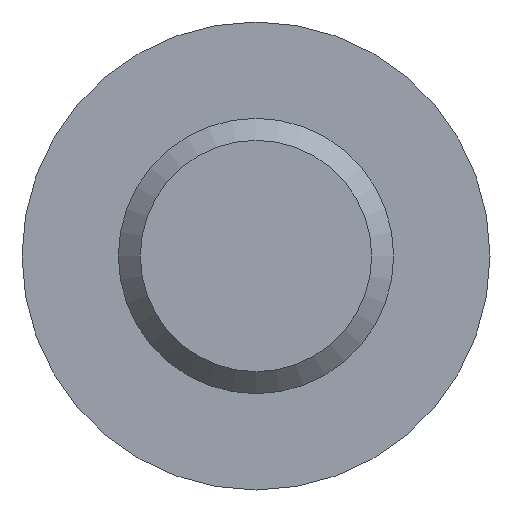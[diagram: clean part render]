
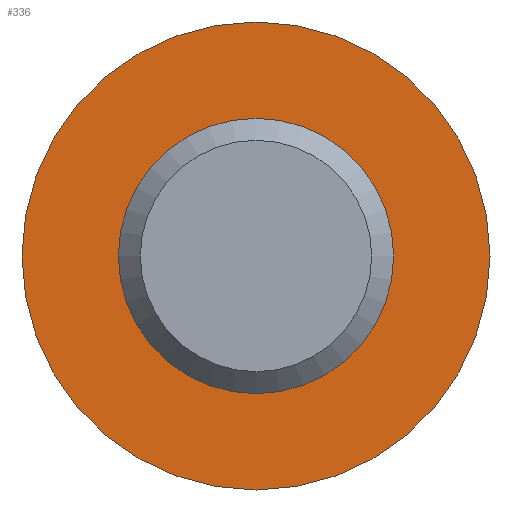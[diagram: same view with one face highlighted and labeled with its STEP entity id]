
A CAD part, front view. The second image highlights one B-rep face of the part: STEP entity #336.
In plain terms, the highlighted planar face has unit normal (0, -1, 0).
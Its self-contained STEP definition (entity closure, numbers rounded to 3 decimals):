
#14 = CARTESIAN_POINT ( 'NONE',  ( 0., 14., -2.5 ) ) ;
#31 = CARTESIAN_POINT ( 'NONE',  ( 0., 14., 0. ) ) ;
#44 = CIRCLE ( 'NONE', #287, 4.25 ) ;
#56 = VERTEX_POINT ( 'NONE', #224 ) ;
#61 = DIRECTION ( 'NONE',  ( 0., 1., 0. ) ) ;
#77 = DIRECTION ( 'NONE',  ( 0., -1., 0. ) ) ;
#115 = AXIS2_PLACEMENT_3D ( 'NONE', #302, #61, #144 ) ;
#120 = EDGE_LOOP ( 'NONE', ( #360 ) ) ;
#130 = DIRECTION ( 'NONE',  ( 0., 0., -1. ) ) ;
#144 = DIRECTION ( 'NONE',  ( 0., 0., 1. ) ) ;
#145 = EDGE_LOOP ( 'NONE', ( #451 ) ) ;
#190 = EDGE_CURVE ( 'NONE', #56, #56, #44, .T. ) ;
#224 = CARTESIAN_POINT ( 'NONE',  ( 0., 14., -4.25 ) ) ;
#229 = VERTEX_POINT ( 'NONE', #14 ) ;
#244 = DIRECTION ( 'NONE',  ( 0., -1., 0. ) ) ;
#270 = PLANE ( 'NONE',  #115 ) ;
#272 = DIRECTION ( 'NONE',  ( 0., 0., -1. ) ) ;
#287 = AXIS2_PLACEMENT_3D ( 'NONE', #464, #244, #130 ) ;
#302 = CARTESIAN_POINT ( 'NONE',  ( -2.5, 14., 0. ) ) ;
#336 = ADVANCED_FACE ( 'NONE', ( #433, #508 ), #270, .F. ) ;
#360 = ORIENTED_EDGE ( 'NONE', *, *, #429, .F. ) ;
#403 = AXIS2_PLACEMENT_3D ( 'NONE', #31, #77, #272 ) ;
#410 = CIRCLE ( 'NONE', #403, 2.5 ) ;
#429 = EDGE_CURVE ( 'NONE', #229, #229, #410, .T. ) ;
#433 = FACE_BOUND ( 'NONE', #120, .T. ) ;
#451 = ORIENTED_EDGE ( 'NONE', *, *, #190, .T. ) ;
#464 = CARTESIAN_POINT ( 'NONE',  ( 0., 14., 0. ) ) ;
#508 = FACE_OUTER_BOUND ( 'NONE', #145, .T. ) ;
